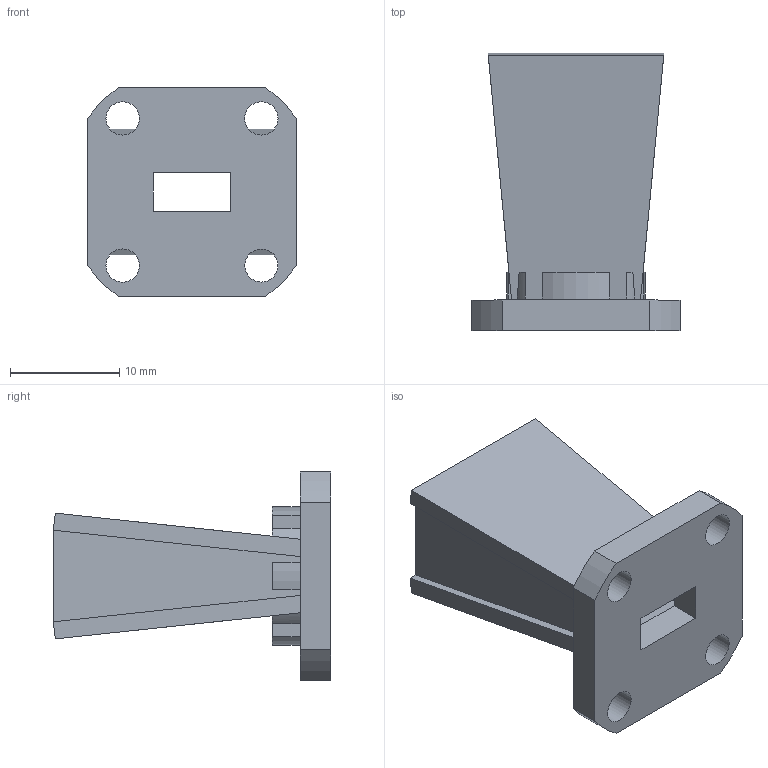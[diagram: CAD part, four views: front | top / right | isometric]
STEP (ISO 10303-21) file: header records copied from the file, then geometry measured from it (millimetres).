
FILE_DESCRIPTION (( 'STEP AP214' ), '1' );
FILE_NAME ('FM9850B-10_3D.STEP', '2021-01-05T21:06:05', ( '' ), ( '' ), 'SwSTEP 2.0', 'SolidWorks 2018', '' );
FILE_SCHEMA (( 'AUTOMOTIVE_DESIGN' ));
Length unit declared in the file: inch
Products named in the file (1): FM9850B-10_3D
Bounding box: 19.05 x 25.4 x 19.05 mm (x, y, z)
Volume: 2337.2 mm3; surface area: 2836.9 mm2
Topology: 1 solids, 1 shells, 66 faces, 188 edges, 120 vertices
Faces by surface type: plane 50, cylinder 16
Full cylindrical faces by diameter (mm): 3.023 x1, 3.048 x3
Entity records: 2164 total; most frequent: CARTESIAN_POINT 383, ORIENTED_EDGE 368, DIRECTION 346, EDGE_CURVE 184, LINE 148, VECTOR 148, VERTEX_POINT 120, AXIS2_PLACEMENT_3D 99
